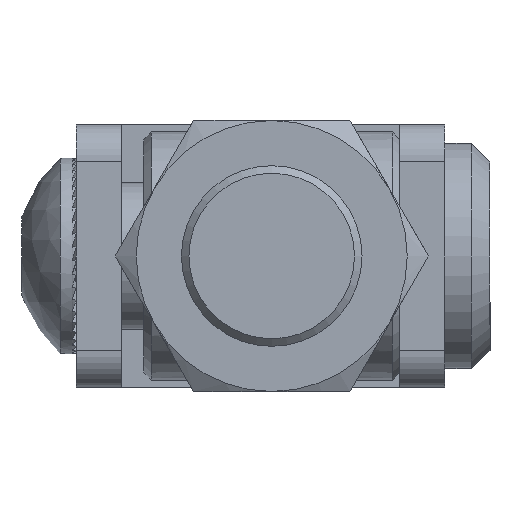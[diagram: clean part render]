
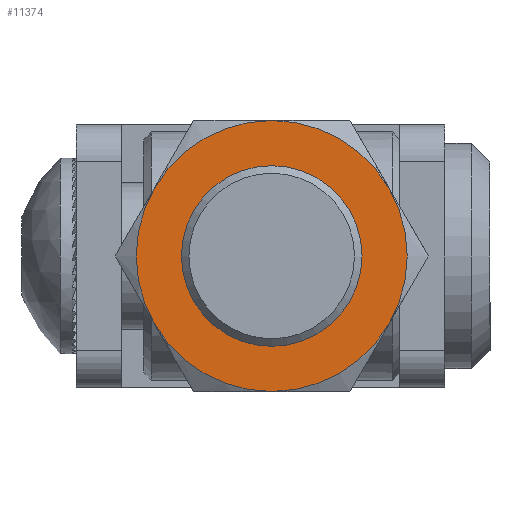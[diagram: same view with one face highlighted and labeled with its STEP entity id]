
A CAD part, front view. The second image highlights one B-rep face of the part: STEP entity #11374.
In plain terms, the highlighted face is planar.
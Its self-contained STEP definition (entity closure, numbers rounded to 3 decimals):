
#10841=CARTESIAN_POINT('',(210.006,110.55,-12.));
#10842=VERTEX_POINT('',#10841);
#10843=CARTESIAN_POINT('',(210.006,110.55,0.));
#10844=DIRECTION('',(0.836,0.549,0.0));
#10845=DIRECTION('',(0.0,0.0,-1.0));
#10846=AXIS2_PLACEMENT_3D('',#10843,#10844,#10845);
#10847=CIRCLE('',#10846,12.);
#10848=EDGE_CURVE('',#10842,#10842,#10847,.T.);
#11355=CARTESIAN_POINT('',(210.006,110.55,-14.188));
#11356=DIRECTION('',(-0.836,-0.549,0.0));
#11357=DIRECTION('',(-0.549,0.836,0.0));
#11358=AXIS2_PLACEMENT_3D('',#11355,#11356,#11357);
#11359=PLANE('',#11358);
#11360=CARTESIAN_POINT('',(210.006,110.55,-18.));
#11361=VERTEX_POINT('',#11360);
#11362=CARTESIAN_POINT('',(210.006,110.55,0.));
#11363=DIRECTION('',(0.836,0.549,0.0));
#11364=DIRECTION('',(0.0,0.0,-1.0));
#11365=AXIS2_PLACEMENT_3D('',#11362,#11363,#11364);
#11366=CIRCLE('',#11365,18.0);
#11367=EDGE_CURVE('',#11361,#11361,#11366,.T.);
#11368=ORIENTED_EDGE('',*,*,#11367,.F.);
#11369=EDGE_LOOP('',(#11368));
#11370=FACE_OUTER_BOUND('',#11369,.T.);
#11371=ORIENTED_EDGE('',*,*,#10848,.T.);
#11372=EDGE_LOOP('',(#11371));
#11373=FACE_BOUND('',#11372,.T.);
#11374=ADVANCED_FACE('',(#11370,#11373),#11359,.T.);
